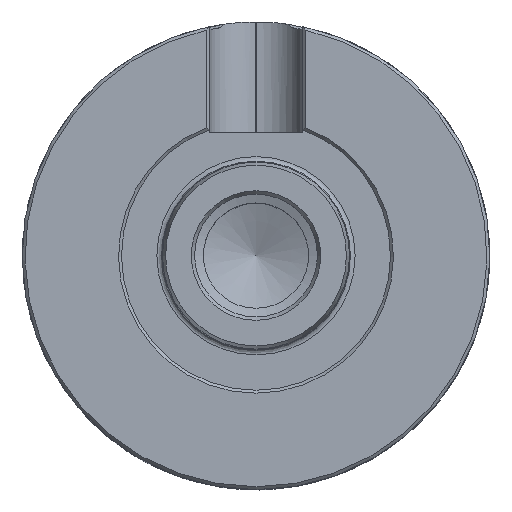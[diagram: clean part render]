
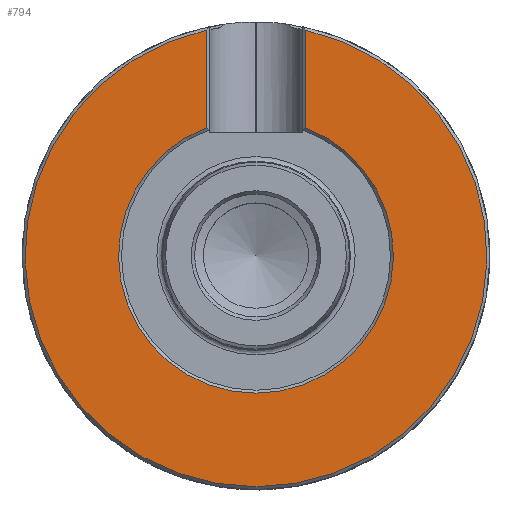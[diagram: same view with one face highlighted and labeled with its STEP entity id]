
A CAD part, top view. The second image highlights one B-rep face of the part: STEP entity #794.
In plain terms, the highlighted face is planar.
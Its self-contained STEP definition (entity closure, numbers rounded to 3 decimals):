
#794=ADVANCED_FACE('CU_VLE_LO_SU_1',(#1460),#1224,.T.);
#1224=PLANE('',#7857);
#1460=FACE_OUTER_BOUND('',#1845,.T.);
#1845=EDGE_LOOP('',(#3866,#3867,#3868,#3869));
#2649=LINE('',#16102,#3143);
#2650=LINE('',#16106,#3144);
#3143=VECTOR('',#8770,1.);
#3144=VECTOR('',#8773,1.);
#3866=ORIENTED_EDGE('',*,*,#6647,.F.);
#3867=ORIENTED_EDGE('',*,*,#6649,.T.);
#3868=ORIENTED_EDGE('',*,*,#6650,.T.);
#3869=ORIENTED_EDGE('',*,*,#6651,.T.);
#5910=VERTEX_POINT('',#16094);
#5911=VERTEX_POINT('',#16096);
#5912=VERTEX_POINT('',#16103);
#5913=VERTEX_POINT('',#16105);
#6647=EDGE_CURVE('',#5910,#5911,#7561,.T.);
#6649=EDGE_CURVE('',#5910,#5912,#2649,.T.);
#6650=EDGE_CURVE('',#5912,#5913,#7562,.T.);
#6651=EDGE_CURVE('',#5913,#5911,#2650,.T.);
#7561=CIRCLE('',#7854,23.5);
#7562=CIRCLE('',#7856,39.5);
#7854=AXIS2_PLACEMENT_3D('',#16095,#8766,#8767);
#7856=AXIS2_PLACEMENT_3D('',#16104,#8771,#8772);
#7857=AXIS2_PLACEMENT_3D('',#16107,#8774,#8775);
#8766=DIRECTION('',(0.,1.,0.));
#8767=DIRECTION('',(-1.,0.,0.));
#8770=DIRECTION('',(0.,0.,1.));
#8771=DIRECTION('',(0.,1.,0.));
#8772=DIRECTION('',(-1.,0.,0.));
#8773=DIRECTION('',(0.,0.,-1.));
#8774=DIRECTION('',(0.,1.,0.));
#8775=DIRECTION('',(-1.,0.,0.));
#16094=CARTESIAN_POINT('',(8.511,0.,21.905));
#16095=CARTESIAN_POINT('',(0.,0.,0.));
#16096=CARTESIAN_POINT('',(-8.511,0.,21.905));
#16102=CARTESIAN_POINT('',(8.511,0.,23.5));
#16103=CARTESIAN_POINT('',(8.511,0.,38.572));
#16104=CARTESIAN_POINT('',(0.,0.,0.));
#16105=CARTESIAN_POINT('',(-8.511,0.,38.572));
#16106=CARTESIAN_POINT('',(-8.511,0.,23.5));
#16107=CARTESIAN_POINT('',(0.,0.,23.5));
